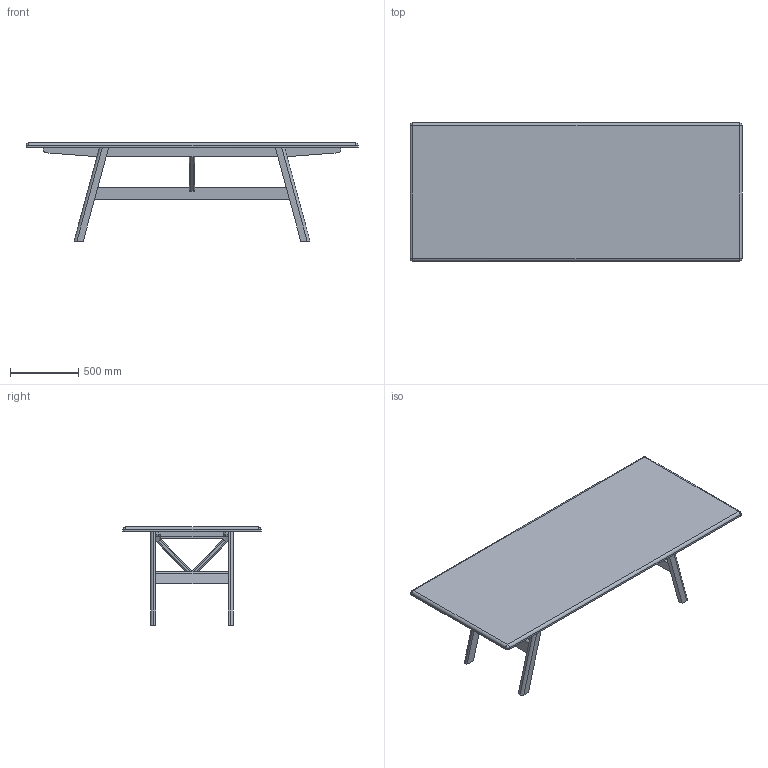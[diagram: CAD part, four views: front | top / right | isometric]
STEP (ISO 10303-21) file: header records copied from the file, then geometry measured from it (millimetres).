
FILE_DESCRIPTION(/* description */ (''),/* implementation_level */ '2;1');
FILE_NAME(/* name */ 'Kant_CB-394_3D',/* time_stamp */ '2023-10-06T13:45:34+02:00',/* author */ (''),/* organization */ (''),/* preprocessor_version */ 'ST-DEVELOPER v16.5',/* originating_system */ 'Rhino 7.31',/* authorisation */ '');
FILE_SCHEMA (('AUTOMOTIVE_DESIGN'));
Length unit declared in the file: centimetre
Products named in the file (2): Document; Kant_CB-394
Assembly tree (1 placements, depth 2):
  Document
    Kant_CB-394
Bounding box: 2440 x 1016 x 722 mm (x, y, z)
Volume: 108018759.8 mm3; surface area: 8983525.4 mm2
Topology: 18 solids, 62 shells, 212 faces, 524 edges, 392 vertices
Faces by surface type: plane 164, cylinder 40, bspline 8
Entity records: 6813 total; most frequent: CARTESIAN_POINT 2563, ORIENTED_EDGE 884, EDGE_CURVE 524, B_SPLINE_CURVE_WITH_KNOTS 468, VERTEX_POINT 392, DIRECTION 214, ADVANCED_FACE 212, FACE_OUTER_BOUND 212
